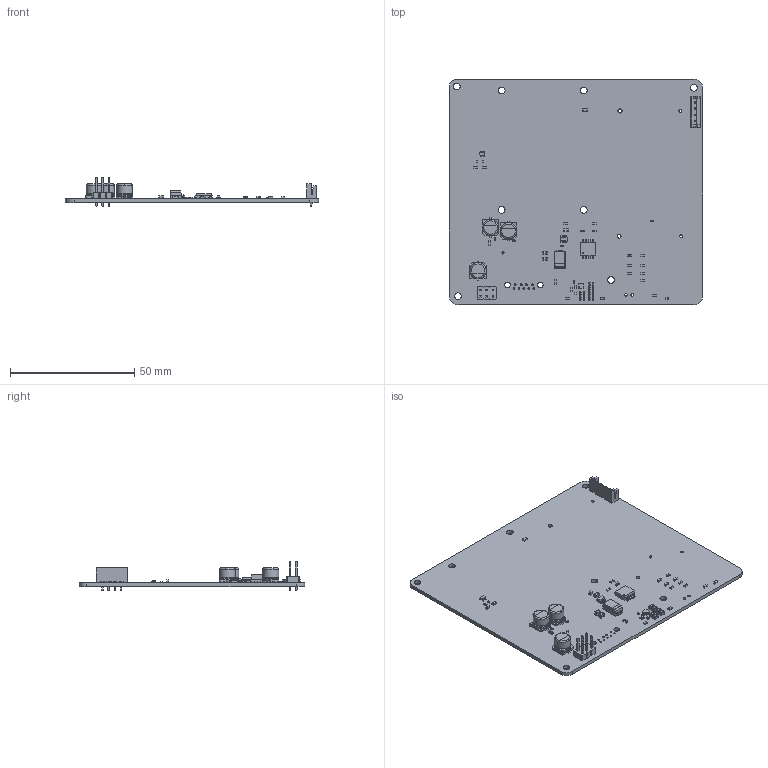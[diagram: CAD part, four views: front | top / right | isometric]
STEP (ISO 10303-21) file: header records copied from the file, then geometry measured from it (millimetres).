
FILE_DESCRIPTION(('KiCad electronic assembly'),'2;1');
FILE_NAME('CM5IO.step','2025-04-28T18:44:50',('Pcbnew'),('Kicad'), 'Open CASCADE STEP processor 7.8','KiCad to STEP converter','Unknown' );
FILE_SCHEMA(('AUTOMOTIVE_DESIGN { 1 0 10303 214 1 1 1 1 }'));
Length unit declared in the file: millimetre
Products named in the file (17): CM5IO 1; R_0402_1005Metric; LED_0603_1608Metric; SOT-353_SC-70-5; R_0805_2012Metric; DFN-8-1EP_2x2mm_P0.5mm_EP1.05x1.75mm; C_0805_2012Metric; CP_Elec_6.3x5.9; C_0402_1005Metric; R_0603_1608Metric; C_0603_1608Metric; CP_EIA-7343-31_Kemet-D; JST_EH_B4B-EH-A_1x04_P2.50mm_Vertical; SOT-23-6; SOIC-8_5.3x6.2mm_P1.27mm; PinHeader_2x03_P2.54mm_Vertical; CM5IO_PCB
Assembly tree (53 placements, depth 2):
  CM5IO 1
    R_0402_1005Metric  x6
    LED_0603_1608Metric  x5
    SOT-353_SC-70-5
    R_0805_2012Metric
    DFN-8-1EP_2x2mm_P0.5mm_EP1.05x1.75mm
    C_0805_2012Metric  x9
    CP_Elec_6.3x5.9  x3
    C_0402_1005Metric  x9
    R_0603_1608Metric  x7
    C_0603_1608Metric  x5
    CP_EIA-7343-31_Kemet-D
    JST_EH_B4B-EH-A_1x04_P2.50mm_Vertical
    SOT-23-6
    SOIC-8_5.3x6.2mm_P1.27mm
    PinHeader_2x03_P2.54mm_Vertical
    CM5IO_PCB
Bounding box: 101.85 x 90.83 x 11.74 mm (x, y, z)
Volume: 14835 mm3; surface area: 21098 mm2
Topology: 53 solids, 53 shells, 2157 faces, 5574 edges, 3602 vertices
Faces by surface type: plane 1469, cylinder 591, bspline 82, torus 12, revolution 3
Full cylindrical faces by diameter (mm): 0.2 x4, 0.4 x1, 0.7 x9, 0.95 x4, 1 x6, 1.1 x3, 1.15 x1, 1.6 x1, 1.65 x1, 2.3 x2, 2.7 x8, 6.3 x6
Entity records: 39742 total; most frequent: CARTESIAN_POINT 7028, ORIENTED_EDGE 5295, DIRECTION 4980, EDGE_CURVE 2648, LINE 2107, VECTOR 2107, VERTEX_POINT 1684, AXIS2_PLACEMENT_3D 1436
